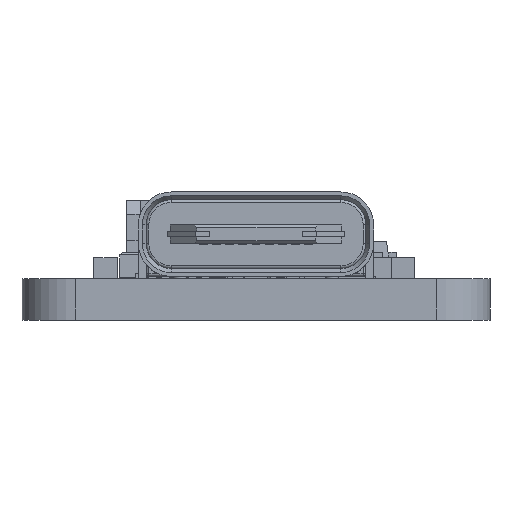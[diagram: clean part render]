
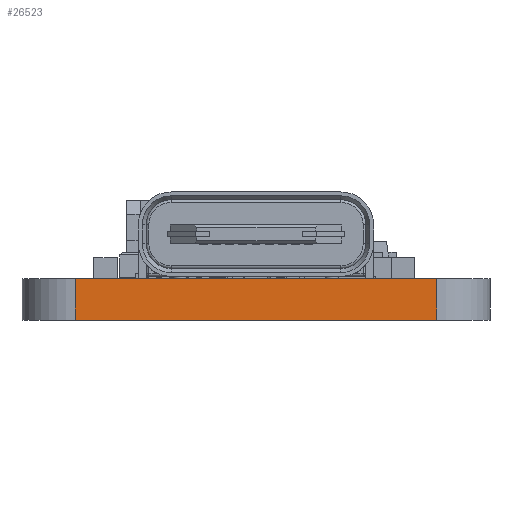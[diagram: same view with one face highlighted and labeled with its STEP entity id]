
A CAD part, left-side view. The second image highlights one B-rep face of the part: STEP entity #26523.
In plain terms, the highlighted planar face has unit normal (-1, 0, 0).
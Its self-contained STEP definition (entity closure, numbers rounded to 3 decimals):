
#1428=FACE_OUTER_BOUND('',#2853,.T.);
#2853=EDGE_LOOP('',(#17199,#17200,#17201,#17202));
#4501=LINE('',#37934,#7627);
#4502=LINE('',#37937,#7628);
#4503=LINE('',#37939,#7629);
#4504=LINE('',#37940,#7630);
#7627=VECTOR('',#30790,10.);
#7628=VECTOR('',#30793,10.);
#7629=VECTOR('',#30794,10.);
#7630=VECTOR('',#30795,10.);
#10833=VERTEX_POINT('',#37930);
#10834=VERTEX_POINT('',#37932);
#10835=VERTEX_POINT('',#37936);
#10836=VERTEX_POINT('',#37938);
#13369=EDGE_CURVE('',#10833,#10834,#4501,.T.);
#13370=EDGE_CURVE('',#10835,#10833,#4502,.T.);
#13371=EDGE_CURVE('',#10836,#10834,#4503,.T.);
#13372=EDGE_CURVE('',#10835,#10836,#4504,.T.);
#17199=ORIENTED_EDGE('',*,*,#13370,.T.);
#17200=ORIENTED_EDGE('',*,*,#13369,.T.);
#17201=ORIENTED_EDGE('',*,*,#13371,.F.);
#17202=ORIENTED_EDGE('',*,*,#13372,.F.);
#24258=PLANE('',#28331);
#26523=ADVANCED_FACE('',(#1428),#24258,.T.);
#28331=AXIS2_PLACEMENT_3D('',#37935,#30791,#30792);
#30790=DIRECTION('',(0.,0.,1.));
#30791=DIRECTION('center_axis',(-1.,0.,0.));
#30792=DIRECTION('ref_axis',(0.,-1.,0.));
#30793=DIRECTION('',(0.,-1.,0.));
#30794=DIRECTION('',(0.,-1.,0.));
#30795=DIRECTION('',(0.,0.,1.));
#37930=CARTESIAN_POINT('',(0.,2.032,0.));
#37932=CARTESIAN_POINT('',(0.,2.032,1.57));
#37934=CARTESIAN_POINT('',(0.,2.032,0.));
#37935=CARTESIAN_POINT('Origin',(0.,15.748,0.));
#37936=CARTESIAN_POINT('',(0.,15.748,0.));
#37937=CARTESIAN_POINT('',(0.,15.748,0.));
#37938=CARTESIAN_POINT('',(0.,15.748,1.57));
#37939=CARTESIAN_POINT('',(0.,15.748,1.57));
#37940=CARTESIAN_POINT('',(0.,15.748,0.));
